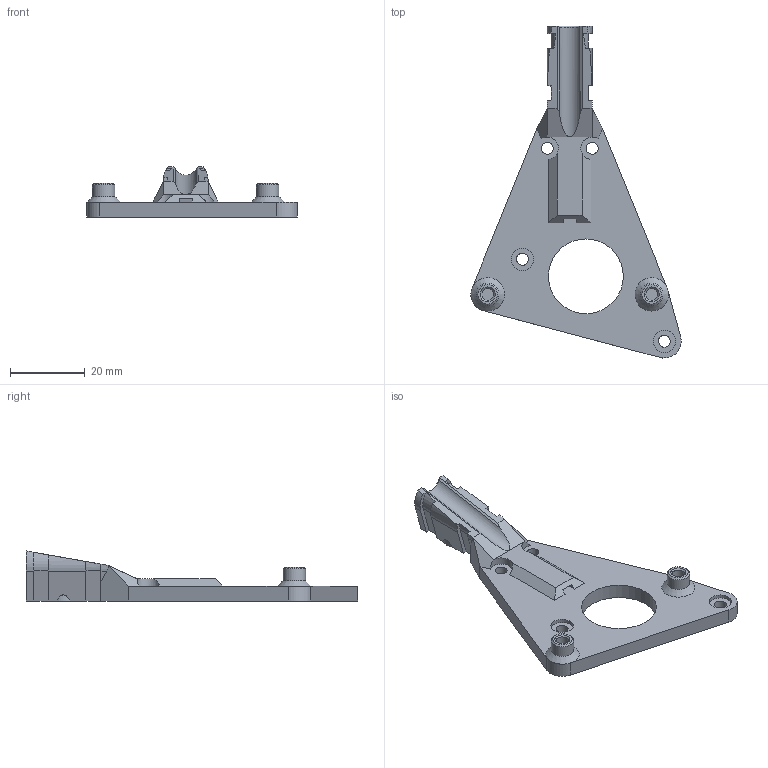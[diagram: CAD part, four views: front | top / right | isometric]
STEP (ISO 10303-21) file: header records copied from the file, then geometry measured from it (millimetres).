
FILE_DESCRIPTION(/* description */ ('Unknown'),/* implementation_level */ '2;1');
FILE_NAME(/* name */ 'Orbiter v2 CAN PCB Umbilical Mount for 3x0.3 flat spring-steel',/* time_stamp */ '2025-08-23T23:22:14+02:00',/* author */ ('Unknown'),/* organization */ ('Unknown'),/* preprocessor_version */ 'ST-DEVELOPER v20',/* originating_system */ 'Solid Edge',/* authorisation */ 'Unknown');
FILE_SCHEMA (('AUTOMOTIVE_DESIGN {1 0 10303 214 3 1 1}'));
Length unit declared in the file: millimetre
Products named in the file (1): Orbiter v2 CAN PCB Umbilical Mount for 3x0.3 flat spring-steel
Bounding box: 56.21 x 88.73 x 13.38 mm (x, y, z)
Volume: 10333.2 mm3; surface area: 7104.6 mm2
Topology: 1 solids, 1 shells, 92 faces, 246 edges, 163 vertices
Faces by surface type: plane 51, cylinder 34, cone 6, bspline 1
Full cylindrical faces by diameter (mm): 2.6 x1, 3.2 x6, 4.6 x2, 6 x4, 20 x1
Entity records: 2844 total; most frequent: CARTESIAN_POINT 535, DIRECTION 486, ORIENTED_EDGE 438, EDGE_CURVE 219, AXIS2_PLACEMENT_3D 179, VERTEX_POINT 156, EDGE_LOOP 133, FACE_BOUND 133
